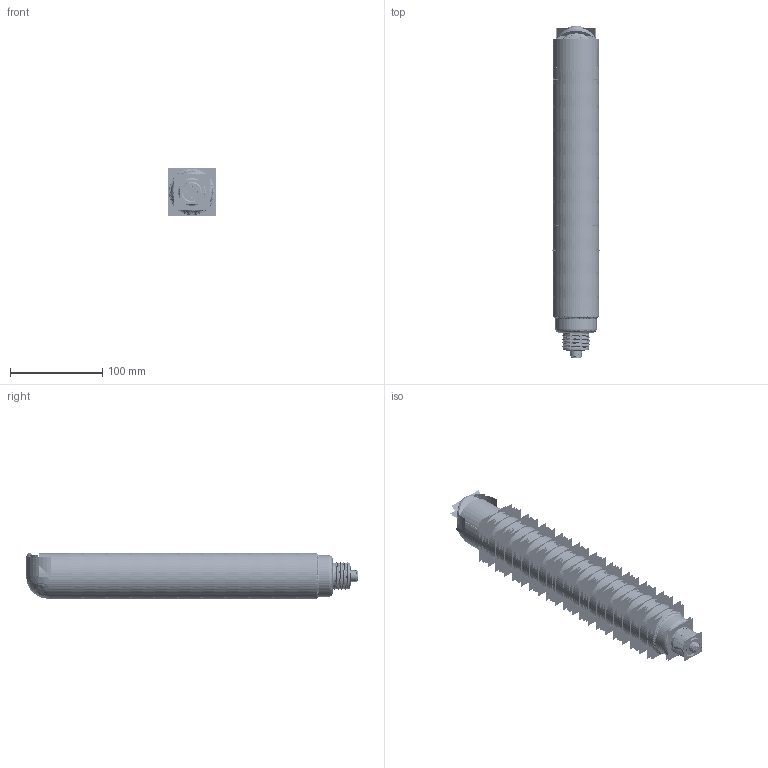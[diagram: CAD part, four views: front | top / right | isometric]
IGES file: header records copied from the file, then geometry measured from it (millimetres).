
Start section:  PTC IGES file: 205866.igs
Global section: file name: 205866.igs; native system: Creo Parametric by PTC Inc.; preprocessor: 2016260; author: pdmadmin; organization: Unknown; date: 20180427.135705; units: millimetre
Bounding box: 52.04 x 359.93 x 52 mm (x, y, z)
Volume: 220825 mm3; surface area: 2381771.8 mm2
Topology: 29 solids, 71 shells, 10498 faces, 58490 edges, 76826 vertices
Faces by surface type: bspline 6164, revolution 4284, extrusion 50
